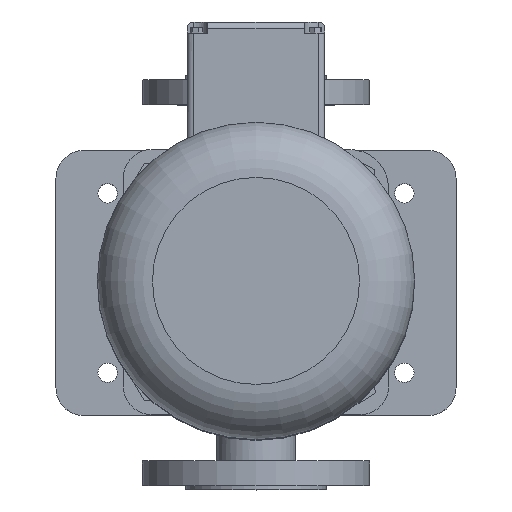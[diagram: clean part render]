
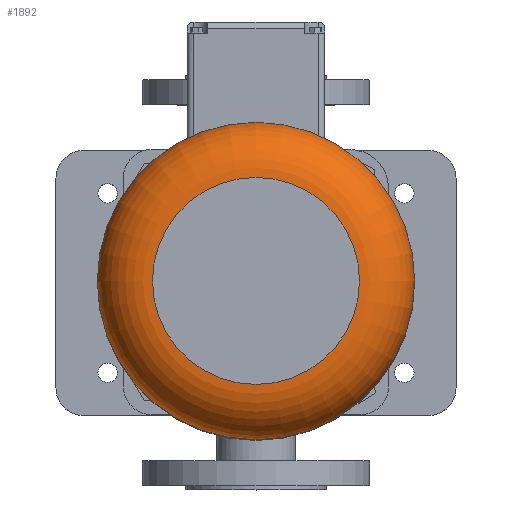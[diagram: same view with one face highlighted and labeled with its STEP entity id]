
A CAD part, top view. The second image highlights one B-rep face of the part: STEP entity #1892.
In plain terms, the highlighted toroidal (fillet/blend) face has major radius 75 mm and minor radius 40 mm.
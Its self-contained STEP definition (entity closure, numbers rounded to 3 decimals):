
#1892=ADVANCED_FACE('',(#5947,#5949),#5951,.T.);
#5947=FACE_OUTER_BOUND('',#5948,.T.);
#5948=EDGE_LOOP('',(#9457));
#5949=FACE_OUTER_BOUND('',#5950,.T.);
#5950=EDGE_LOOP('',(#9458));
#5951=TOROIDAL_SURFACE('',#5952,75.,40.);
#5952=AXIS2_PLACEMENT_3D('',#5953,#5954,#5955);
#5953=CARTESIAN_POINT('',(0.,0.,857.));
#5954=DIRECTION('',(0.,0.,-1.));
#5955=DIRECTION('',(0.,1.,0.));
#9457=ORIENTED_EDGE('',*,*,#11391,.F.);
#9458=ORIENTED_EDGE('',*,*,#11489,.T.);
#11391=EDGE_CURVE('',#13203,#13203,#13204,.T.);
#11489=EDGE_CURVE('',#13303,#13303,#13304,.T.);
#13203=VERTEX_POINT('',#16722);
#13204=CIRCLE('',#16723,115.);
#13303=VERTEX_POINT('',#17020);
#13304=CIRCLE('',#17021,75.);
#16722=CARTESIAN_POINT('',(0.,115.,857.));
#16723=AXIS2_PLACEMENT_3D('',#16724,#16725,#16726);
#16724=CARTESIAN_POINT('',(0.,0.,857.));
#16725=DIRECTION('',(0.,0.,-1.));
#16726=DIRECTION('',(0.,1.,0.));
#17020=CARTESIAN_POINT('',(0.,75.,897.));
#17021=AXIS2_PLACEMENT_3D('',#17022,#17023,#17024);
#17022=CARTESIAN_POINT('',(0.,0.,897.));
#17023=DIRECTION('',(0.,0.,-1.));
#17024=DIRECTION('',(0.,1.,0.));
